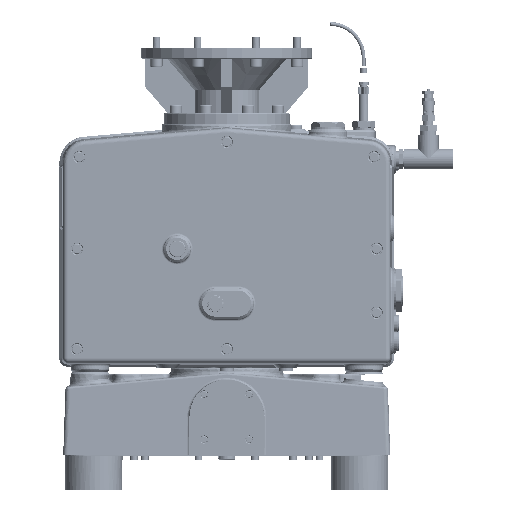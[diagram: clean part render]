
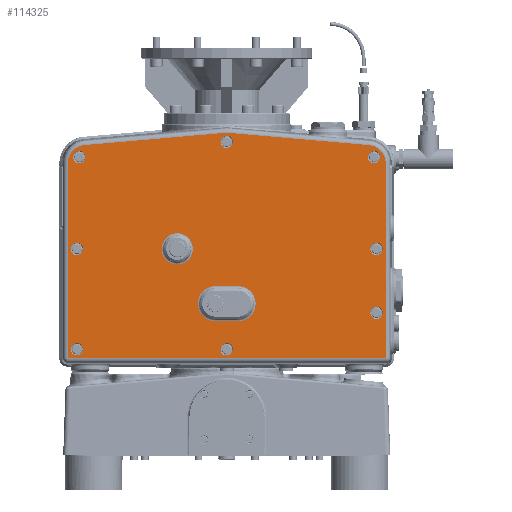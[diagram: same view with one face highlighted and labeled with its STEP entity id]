
A CAD part, front view. The second image highlights one B-rep face of the part: STEP entity #114325.
In plain terms, the highlighted planar face has unit normal (0, -1, 0).
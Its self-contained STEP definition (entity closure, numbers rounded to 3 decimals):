
#4648=FACE_BOUND('',#19116,.T.);
#4649=FACE_BOUND('',#19117,.T.);
#4650=FACE_BOUND('',#19118,.T.);
#4651=FACE_BOUND('',#19119,.T.);
#4652=FACE_BOUND('',#19120,.T.);
#4653=FACE_BOUND('',#19121,.T.);
#4654=FACE_BOUND('',#19122,.T.);
#4655=FACE_BOUND('',#19123,.T.);
#4656=FACE_BOUND('',#19124,.T.);
#4657=FACE_BOUND('',#19125,.T.);
#8009=PLANE('',#123229);
#11973=FACE_OUTER_BOUND('',#19115,.T.);
#19115=EDGE_LOOP('',(#86259,#86260,#86261,#86262,#86263,#86264,#86265,#86266));
#19116=EDGE_LOOP('',(#86267));
#19117=EDGE_LOOP('',(#86268));
#19118=EDGE_LOOP('',(#86269));
#19119=EDGE_LOOP('',(#86270));
#19120=EDGE_LOOP('',(#86271));
#19121=EDGE_LOOP('',(#86272));
#19122=EDGE_LOOP('',(#86273));
#19123=EDGE_LOOP('',(#86274));
#19124=EDGE_LOOP('',(#86275,#86276,#86277,#86278));
#19125=EDGE_LOOP('',(#86279,#86280));
#25948=CIRCLE('',#123139,20.5);
#25949=CIRCLE('',#123140,20.5);
#25953=CIRCLE('',#123145,23.);
#25956=CIRCLE('',#123151,23.);
#25958=CIRCLE('',#123157,24.);
#25965=CIRCLE('',#123167,24.);
#25972=CIRCLE('',#123178,24.);
#25992=CIRCLE('',#123230,8.1);
#25993=CIRCLE('',#123231,8.1);
#25994=CIRCLE('',#123232,8.1);
#25995=CIRCLE('',#123233,8.1);
#25996=CIRCLE('',#123234,8.1);
#25997=CIRCLE('',#123235,8.1);
#25998=CIRCLE('',#123236,8.1);
#25999=CIRCLE('',#123237,8.1);
#33078=LINE('',#198067,#41296);
#33079=LINE('',#198071,#41297);
#33081=LINE('',#198199,#41299);
#33082=LINE('',#198204,#41300);
#33085=LINE('',#198221,#41303);
#33086=LINE('',#198226,#41304);
#33089=LINE('',#198240,#41307);
#41296=VECTOR('',#141583,1.);
#41297=VECTOR('',#141588,1.);
#41299=VECTOR('',#141614,1.);
#41300=VECTOR('',#141619,1.);
#41303=VECTOR('',#141640,1.);
#41304=VECTOR('',#141645,1.);
#41307=VECTOR('',#141664,1.);
#50296=VERTEX_POINT('',#198053);
#50297=VERTEX_POINT('',#198054);
#50298=VERTEX_POINT('',#198059);
#50299=VERTEX_POINT('',#198061);
#50300=VERTEX_POINT('',#198065);
#50301=VERTEX_POINT('',#198069);
#50306=VERTEX_POINT('',#198187);
#50307=VERTEX_POINT('',#198189);
#50309=VERTEX_POINT('',#198195);
#50312=VERTEX_POINT('',#198202);
#50313=VERTEX_POINT('',#198207);
#50316=VERTEX_POINT('',#198217);
#50319=VERTEX_POINT('',#198224);
#50320=VERTEX_POINT('',#198229);
#50346=VERTEX_POINT('',#198416);
#50347=VERTEX_POINT('',#198418);
#50348=VERTEX_POINT('',#198420);
#50349=VERTEX_POINT('',#198422);
#50350=VERTEX_POINT('',#198424);
#50351=VERTEX_POINT('',#198426);
#50352=VERTEX_POINT('',#198428);
#50353=VERTEX_POINT('',#198430);
#63348=EDGE_CURVE('',#50296,#50297,#25948,.T.);
#63349=EDGE_CURVE('',#50297,#50296,#25949,.T.);
#63353=EDGE_CURVE('',#50298,#50299,#25953,.T.);
#63355=EDGE_CURVE('',#50299,#50300,#33078,.T.);
#63357=EDGE_CURVE('',#50301,#50298,#33079,.T.);
#63358=EDGE_CURVE('',#50300,#50301,#25956,.T.);
#63364=EDGE_CURVE('',#50307,#50306,#25958,.T.);
#63369=EDGE_CURVE('',#50309,#50307,#33081,.T.);
#63371=EDGE_CURVE('',#50306,#50312,#33082,.T.);
#63375=EDGE_CURVE('',#50313,#50309,#25965,.T.);
#63380=EDGE_CURVE('',#50316,#50313,#33085,.T.);
#63382=EDGE_CURVE('',#50312,#50319,#33086,.T.);
#63386=EDGE_CURVE('',#50320,#50316,#25972,.T.);
#63390=EDGE_CURVE('',#50319,#50320,#33089,.T.);
#63447=EDGE_CURVE('',#50346,#50346,#25992,.T.);
#63448=EDGE_CURVE('',#50347,#50347,#25993,.T.);
#63449=EDGE_CURVE('',#50348,#50348,#25994,.T.);
#63450=EDGE_CURVE('',#50349,#50349,#25995,.T.);
#63451=EDGE_CURVE('',#50350,#50350,#25996,.T.);
#63452=EDGE_CURVE('',#50351,#50351,#25997,.T.);
#63453=EDGE_CURVE('',#50352,#50352,#25998,.T.);
#63454=EDGE_CURVE('',#50353,#50353,#25999,.T.);
#86259=ORIENTED_EDGE('',*,*,#63369,.T.);
#86260=ORIENTED_EDGE('',*,*,#63364,.T.);
#86261=ORIENTED_EDGE('',*,*,#63371,.T.);
#86262=ORIENTED_EDGE('',*,*,#63382,.T.);
#86263=ORIENTED_EDGE('',*,*,#63390,.T.);
#86264=ORIENTED_EDGE('',*,*,#63386,.T.);
#86265=ORIENTED_EDGE('',*,*,#63380,.T.);
#86266=ORIENTED_EDGE('',*,*,#63375,.T.);
#86267=ORIENTED_EDGE('',*,*,#63447,.T.);
#86268=ORIENTED_EDGE('',*,*,#63448,.T.);
#86269=ORIENTED_EDGE('',*,*,#63449,.T.);
#86270=ORIENTED_EDGE('',*,*,#63450,.T.);
#86271=ORIENTED_EDGE('',*,*,#63451,.T.);
#86272=ORIENTED_EDGE('',*,*,#63452,.T.);
#86273=ORIENTED_EDGE('',*,*,#63453,.T.);
#86274=ORIENTED_EDGE('',*,*,#63454,.T.);
#86275=ORIENTED_EDGE('',*,*,#63357,.T.);
#86276=ORIENTED_EDGE('',*,*,#63353,.T.);
#86277=ORIENTED_EDGE('',*,*,#63355,.T.);
#86278=ORIENTED_EDGE('',*,*,#63358,.T.);
#86279=ORIENTED_EDGE('',*,*,#63348,.T.);
#86280=ORIENTED_EDGE('',*,*,#63349,.T.);
#114325=ADVANCED_FACE('',(#11973,#4648,#4649,#4650,#4651,#4652,#4653,#4654,
#4655,#4656,#4657),#8009,.F.);
#123139=AXIS2_PLACEMENT_3D('',#198055,#141565,#141566);
#123140=AXIS2_PLACEMENT_3D('',#198056,#141567,#141568);
#123145=AXIS2_PLACEMENT_3D('',#198063,#141577,#141578);
#123151=AXIS2_PLACEMENT_3D('',#198073,#141591,#141592);
#123157=AXIS2_PLACEMENT_3D('',#198190,#141603,#141604);
#123167=AXIS2_PLACEMENT_3D('',#198211,#141627,#141628);
#123178=AXIS2_PLACEMENT_3D('',#198233,#141653,#141654);
#123229=AXIS2_PLACEMENT_3D('',#198415,#141794,#141795);
#123230=AXIS2_PLACEMENT_3D('',#198417,#141796,#141797);
#123231=AXIS2_PLACEMENT_3D('',#198419,#141798,#141799);
#123232=AXIS2_PLACEMENT_3D('',#198421,#141800,#141801);
#123233=AXIS2_PLACEMENT_3D('',#198423,#141802,#141803);
#123234=AXIS2_PLACEMENT_3D('',#198425,#141804,#141805);
#123235=AXIS2_PLACEMENT_3D('',#198427,#141806,#141807);
#123236=AXIS2_PLACEMENT_3D('',#198429,#141808,#141809);
#123237=AXIS2_PLACEMENT_3D('',#198431,#141810,#141811);
#141565=DIRECTION('center_axis',(0.,1.,0.));
#141566=DIRECTION('ref_axis',(0.,0.,-1.));
#141567=DIRECTION('center_axis',(0.,1.,0.));
#141568=DIRECTION('ref_axis',(0.,0.,-1.));
#141577=DIRECTION('center_axis',(0.,1.,0.));
#141578=DIRECTION('ref_axis',(0.,0.,-1.));
#141583=DIRECTION('',(1.,0.,0.));
#141588=DIRECTION('',(-1.,0.,0.));
#141591=DIRECTION('center_axis',(0.,1.,0.));
#141592=DIRECTION('ref_axis',(0.,0.,-1.));
#141603=DIRECTION('center_axis',(0.,-1.,0.));
#141604=DIRECTION('ref_axis',(0.,0.,-1.));
#141614=DIRECTION('',(-0.996,0.,-0.087));
#141619=DIRECTION('',(0.,0.,-1.));
#141627=DIRECTION('center_axis',(0.,-1.,0.));
#141628=DIRECTION('ref_axis',(0.,0.,-1.));
#141640=DIRECTION('',(-0.996,0.,0.087));
#141645=DIRECTION('',(1.,0.,0.));
#141653=DIRECTION('center_axis',(0.,-1.,0.));
#141654=DIRECTION('ref_axis',(0.,0.,-1.));
#141664=DIRECTION('',(0.,0.,1.));
#141794=DIRECTION('center_axis',(0.,1.,0.));
#141795=DIRECTION('ref_axis',(0.,0.,-1.));
#141796=DIRECTION('center_axis',(0.,1.,0.));
#141797=DIRECTION('ref_axis',(0.,0.,-1.));
#141798=DIRECTION('center_axis',(0.,1.,0.));
#141799=DIRECTION('ref_axis',(0.,0.,-1.));
#141800=DIRECTION('center_axis',(0.,1.,0.));
#141801=DIRECTION('ref_axis',(0.,0.,-1.));
#141802=DIRECTION('center_axis',(0.,1.,0.));
#141803=DIRECTION('ref_axis',(0.,0.,-1.));
#141804=DIRECTION('center_axis',(0.,1.,0.));
#141805=DIRECTION('ref_axis',(0.,0.,-1.));
#141806=DIRECTION('center_axis',(0.,1.,0.));
#141807=DIRECTION('ref_axis',(0.,0.,-1.));
#141808=DIRECTION('center_axis',(0.,1.,0.));
#141809=DIRECTION('ref_axis',(0.,0.,-1.));
#141810=DIRECTION('center_axis',(0.,1.,0.));
#141811=DIRECTION('ref_axis',(0.,0.,-1.));
#198053=CARTESIAN_POINT('',(154.,-242.,-20.5));
#198054=CARTESIAN_POINT('',(154.,-242.,20.5));
#198055=CARTESIAN_POINT('Origin',(154.,-242.,0.));
#198056=CARTESIAN_POINT('Origin',(154.,-242.,0.));
#198059=CARTESIAN_POINT('',(204.,-242.,-95.));
#198061=CARTESIAN_POINT('',(204.,-242.,-49.));
#198063=CARTESIAN_POINT('Origin',(204.,-242.,-72.));
#198065=CARTESIAN_POINT('',(234.,-242.,-49.));
#198067=CARTESIAN_POINT('',(428.,-242.,-49.));
#198069=CARTESIAN_POINT('',(234.,-242.,-95.));
#198071=CARTESIAN_POINT('',(428.,-242.,-95.));
#198073=CARTESIAN_POINT('Origin',(234.,-242.,-72.));
#198187=CARTESIAN_POINT('',(10.,-242.,112.51));
#198189=CARTESIAN_POINT('',(31.908,-242.,136.419));
#198190=CARTESIAN_POINT('Origin',(34.,-242.,112.51));
#198195=CARTESIAN_POINT('',(216.908,-242.,152.604));
#198199=CARTESIAN_POINT('',(400.644,-242.,168.679));
#198202=CARTESIAN_POINT('',(10.,-242.,-144.));
#198204=CARTESIAN_POINT('',(10.,-242.,-144.));
#198207=CARTESIAN_POINT('',(221.092,-242.,152.604));
#198211=CARTESIAN_POINT('Origin',(219.,-242.,128.695));
#198217=CARTESIAN_POINT('',(406.092,-242.,136.419));
#198221=CARTESIAN_POINT('',(452.181,-242.,132.386));
#198224=CARTESIAN_POINT('',(428.,-242.,-144.));
#198226=CARTESIAN_POINT('',(428.,-242.,-144.));
#198229=CARTESIAN_POINT('',(428.,-242.,112.51));
#198233=CARTESIAN_POINT('Origin',(404.,-242.,112.51));
#198240=CARTESIAN_POINT('',(428.,-242.,-144.));
#198415=CARTESIAN_POINT('Origin',(428.,-242.,-144.));
#198416=CARTESIAN_POINT('',(22.,-242.,-8.1));
#198417=CARTESIAN_POINT('Origin',(22.,-242.,0.));
#198418=CARTESIAN_POINT('',(22.,-242.,-140.1));
#198419=CARTESIAN_POINT('Origin',(22.,-242.,-132.));
#198420=CARTESIAN_POINT('',(219.,-242.,-140.1));
#198421=CARTESIAN_POINT('Origin',(219.,-242.,-132.));
#198422=CARTESIAN_POINT('',(416.,-242.,-92.1));
#198423=CARTESIAN_POINT('Origin',(416.,-242.,-84.));
#198424=CARTESIAN_POINT('',(416.,-242.,-8.1));
#198425=CARTESIAN_POINT('Origin',(416.,-242.,0.));
#198426=CARTESIAN_POINT('',(412.847,-242.,112.517));
#198427=CARTESIAN_POINT('Origin',(412.847,-242.,120.617));
#198428=CARTESIAN_POINT('',(219.,-242.,132.641));
#198429=CARTESIAN_POINT('Origin',(219.,-242.,140.741));
#198430=CARTESIAN_POINT('',(25.153,-242.,112.517));
#198431=CARTESIAN_POINT('Origin',(25.153,-242.,120.617));
